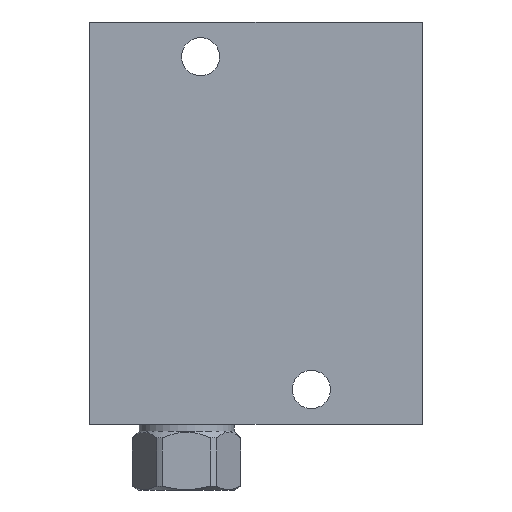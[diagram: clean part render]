
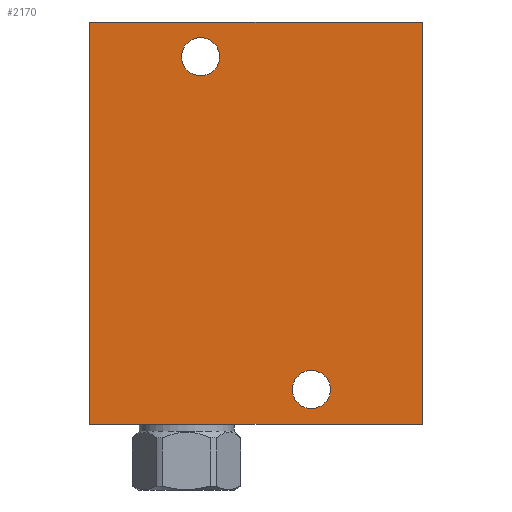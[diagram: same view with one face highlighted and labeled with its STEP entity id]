
A CAD part, front view. The second image highlights one B-rep face of the part: STEP entity #2170.
In plain terms, the highlighted planar face has unit normal (0, -1, 0).
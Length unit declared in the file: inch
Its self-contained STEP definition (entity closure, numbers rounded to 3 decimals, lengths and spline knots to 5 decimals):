
#5=DIRECTION('',(1.,0.,0.));
#6=VECTOR('',#5,3.);
#7=CARTESIAN_POINT('',(0.,-1.25,0.));
#8=LINE('',#7,#6);
#75=DIRECTION('',(0.,0.,1.));
#76=VECTOR('',#75,3.625);
#77=CARTESIAN_POINT('',(3.,-1.25,0.));
#78=LINE('',#77,#76);
#99=DIRECTION('',(0.,0.,1.));
#100=VECTOR('',#99,3.625);
#101=CARTESIAN_POINT('',(0.,-1.25,0.));
#102=LINE('',#101,#100);
#103=CARTESIAN_POINT('',(1.,-1.25,3.312));
#104=DIRECTION('',(0.,-1.,0.));
#105=DIRECTION('',(-1.,0.,0.));
#106=AXIS2_PLACEMENT_3D('',#103,#104,#105);
#108=CARTESIAN_POINT('',(1.,-1.25,3.312));
#109=DIRECTION('',(0.,-1.,0.));
#110=DIRECTION('',(1.,0.,0.));
#111=AXIS2_PLACEMENT_3D('',#108,#109,#110);
#113=CARTESIAN_POINT('',(2.,-1.25,0.312));
#114=DIRECTION('',(0.,-1.,0.));
#115=DIRECTION('',(-1.,0.,0.));
#116=AXIS2_PLACEMENT_3D('',#113,#114,#115);
#118=CARTESIAN_POINT('',(2.,-1.25,0.312));
#119=DIRECTION('',(0.,-1.,0.));
#120=DIRECTION('',(1.,0.,0.));
#121=AXIS2_PLACEMENT_3D('',#118,#119,#120);
#135=DIRECTION('',(1.,0.,0.));
#136=VECTOR('',#135,3.);
#137=CARTESIAN_POINT('',(0.,-1.25,3.625));
#138=LINE('',#137,#136);
#1796=CARTESIAN_POINT('',(0.,-1.25,0.));
#1798=VERTEX_POINT('',#1796);
#1799=CARTESIAN_POINT('',(3.,-1.25,0.));
#1800=VERTEX_POINT('',#1799);
#1804=CARTESIAN_POINT('',(0.,-1.25,3.625));
#1806=VERTEX_POINT('',#1804);
#1807=CARTESIAN_POINT('',(3.,-1.25,3.625));
#1808=VERTEX_POINT('',#1807);
#1941=CARTESIAN_POINT('',(0.828,-1.25,3.312));
#1942=CARTESIAN_POINT('',(1.172,-1.25,3.312));
#1943=VERTEX_POINT('',#1941);
#1944=VERTEX_POINT('',#1942);
#1949=CARTESIAN_POINT('',(1.828,-1.25,0.312));
#1950=CARTESIAN_POINT('',(2.172,-1.25,0.312));
#1951=VERTEX_POINT('',#1949);
#1952=VERTEX_POINT('',#1950);
#2146=CARTESIAN_POINT('',(0.,-1.25,0.));
#2147=DIRECTION('',(0.,-1.,0.));
#2148=DIRECTION('',(1.,0.,0.));
#2149=AXIS2_PLACEMENT_3D('',#2146,#2147,#2148);
#2150=PLANE('',#2149);
#2151=ORIENTED_EDGE('',*,*,#2052,.F.);
#2152=ORIENTED_EDGE('',*,*,#2077,.T.);
#2154=ORIENTED_EDGE('',*,*,#2153,.T.);
#2155=ORIENTED_EDGE('',*,*,#2126,.F.);
#2156=EDGE_LOOP('',(#2151,#2152,#2154,#2155));
#2157=FACE_OUTER_BOUND('',#2156,.F.);
#2159=ORIENTED_EDGE('',*,*,#2158,.T.);
#2161=ORIENTED_EDGE('',*,*,#2160,.T.);
#2162=EDGE_LOOP('',(#2159,#2161));
#2163=FACE_BOUND('',#2162,.F.);
#2165=ORIENTED_EDGE('',*,*,#2164,.T.);
#2167=ORIENTED_EDGE('',*,*,#2166,.T.);
#2168=EDGE_LOOP('',(#2165,#2167));
#2169=FACE_BOUND('',#2168,.F.);
#2170=ADVANCED_FACE('',(#2157,#2163,#2169),#2150,.T.);
#107=CIRCLE('',#106,0.172);
#112=CIRCLE('',#111,0.172);
#117=CIRCLE('',#116,0.172);
#122=CIRCLE('',#121,0.172);
#2052=EDGE_CURVE('',#1798,#1800,#8,.T.);
#2077=EDGE_CURVE('',#1798,#1806,#102,.T.);
#2126=EDGE_CURVE('',#1800,#1808,#78,.T.);
#2153=EDGE_CURVE('',#1806,#1808,#138,.T.);
#2158=EDGE_CURVE('',#1943,#1944,#107,.T.);
#2160=EDGE_CURVE('',#1944,#1943,#112,.T.);
#2164=EDGE_CURVE('',#1951,#1952,#117,.T.);
#2166=EDGE_CURVE('',#1952,#1951,#122,.T.);
